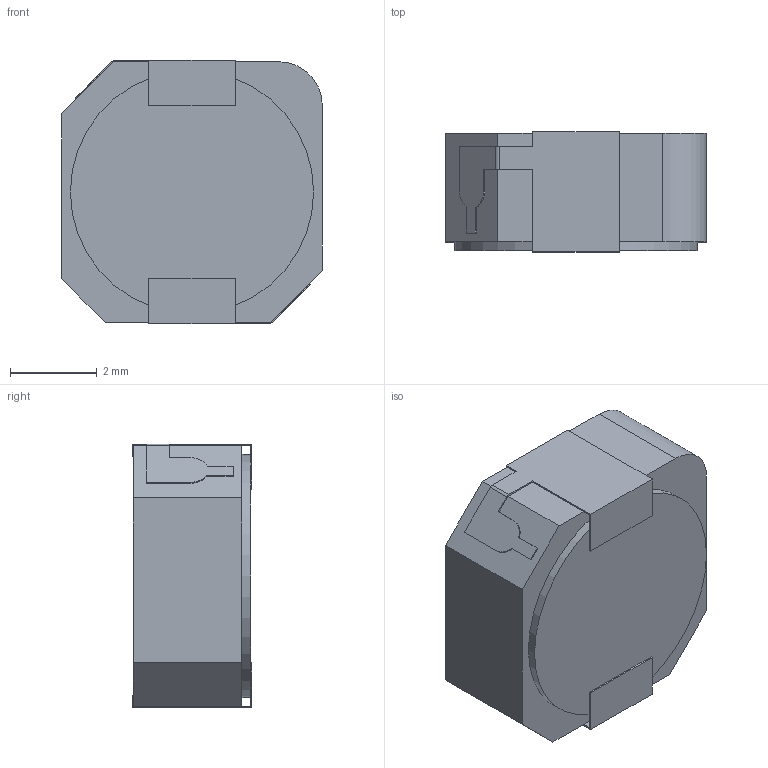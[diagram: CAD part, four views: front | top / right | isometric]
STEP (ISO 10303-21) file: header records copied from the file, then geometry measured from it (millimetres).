
FILE_DESCRIPTION(/* description */ ('SUMIDA CDRH5D28R/H125 (1.0μH - 100.0μH) TYPE POWER INDUCTOR'),/* implementation_level */ '2;1');
FILE_NAME(/* name */ 'SUMIDA-CDRH5D28R_H125.stp',/* time_stamp */ '2019-12-26T13:06:58+07:00',/* author */ ('Hp.T'),/* organization */ (''),/* preprocessor_version */ 'ST-DEVELOPER v17',/* originating_system */ 'Autodesk Inventor 2018',/* authorisation */ '');
FILE_SCHEMA (('AUTOMOTIVE_DESIGN { 1 0 10303 214 3 1 1 }'));
Length unit declared in the file: millimetre
Products named in the file (1): Part4
Bounding box: 6 x 2.76 x 6.07 mm (x, y, z)
Volume: 83.8 mm3; surface area: 283.8 mm2
Topology: 5 solids, 5 shells, 67 faces, 225 edges, 172 vertices
Faces by surface type: plane 57, cylinder 10
Full cylindrical faces by diameter (mm): 4.5 x1, 4.85 x1, 5.6 x1
Entity records: 2732 total; most frequent: CARTESIAN_POINT 681, ORIENTED_EDGE 450, DIRECTION 367, EDGE_CURVE 225, LINE 187, VECTOR 187, VERTEX_POINT 172, AXIS2_PLACEMENT_3D 90
